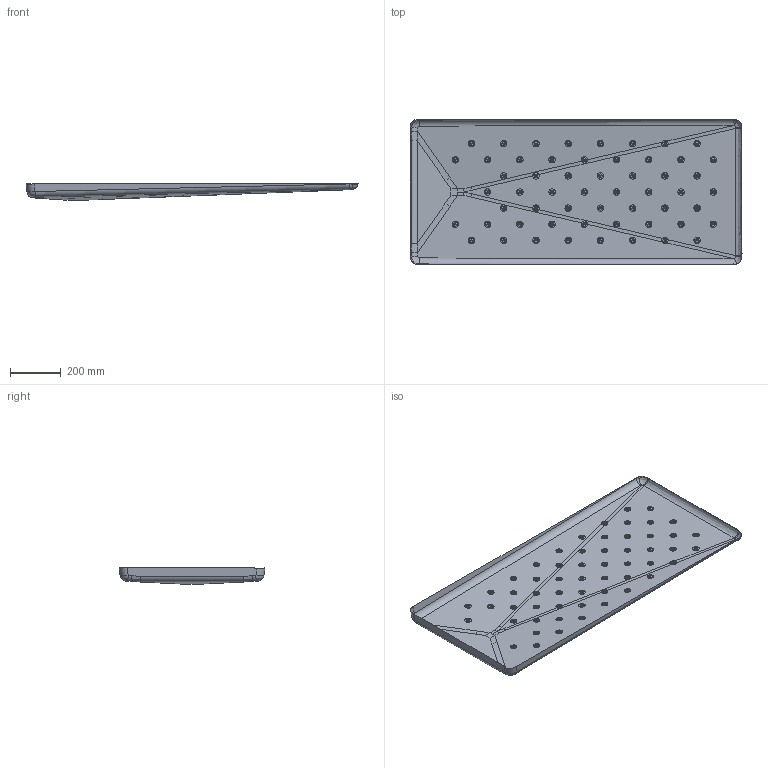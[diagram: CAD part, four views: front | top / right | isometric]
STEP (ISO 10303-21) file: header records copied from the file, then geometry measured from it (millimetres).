
FILE_DESCRIPTION(/* description */ (''),/* implementation_level */ '2;1');
FILE_NAME(/* name */ '27W8VR~1',/* time_stamp */ '2022-03-04T14:19:26-05:00',/* author */ (''),/* organization */ (''),/* preprocessor_version */ 'ST-DEVELOPER v15',/* originating_system */ '',/* authorisation */ '');
FILE_SCHEMA (('AUTOMOTIVE_DESIGN_CC2'));
Length unit declared in the file: inch
Products named in the file (1): Document
Bounding box: 1302.93 x 572.36 x 66.7 mm (x, y, z)
Surface area: 842317.8 mm2 (no closed solid volume)
Topology: 0 solids, 1 shells, 355 faces, 756 edges, 452 vertices
Faces by surface type: bspline 293, plane 62
Entity records: 25167 total; most frequent: CARTESIAN_POINT 20820, ORIENTED_EDGE 1500, EDGE_CURVE 756, VERTEX_POINT 452, EDGE_LOOP 405, ADVANCED_FACE 355, FACE_OUTER_BOUND 355, B_SPLINE_CURVE_WITH_KNOTS 249
